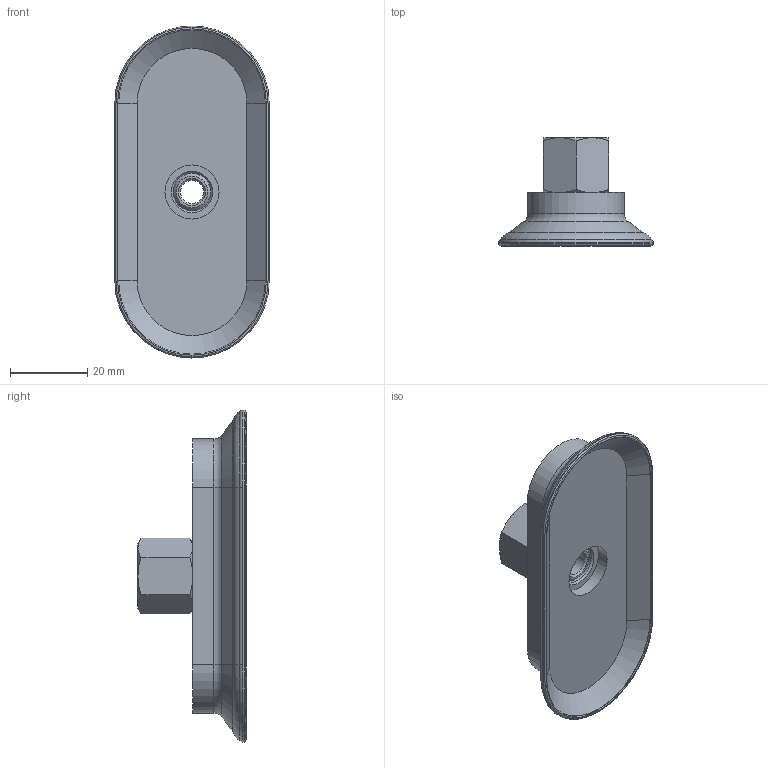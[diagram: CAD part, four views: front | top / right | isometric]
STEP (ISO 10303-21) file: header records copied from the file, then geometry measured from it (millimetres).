
FILE_DESCRIPTION(/* description */ ('STEP AP214'),/* implementation_level */ '2;1');
FILE_NAME(/* name */ '8073855_OGVM-40X85-SV-N-G14F',/* time_stamp */ '2024-09-13T10:28:24+02:00',/* author */ ('License CC BY-ND 4.0'),/* organization */ ('CADENAS'),/* preprocessor_version */ 'ST-DEVELOPER v19.3',/* originating_system */ 'PARTsolutions',/* authorisation */ ' ');
FILE_SCHEMA (('AUTOMOTIVE_DESIGN {1 0 10303 214 3 1 1}'));
Length unit declared in the file: millimetre
Products named in the file (1): 8073855 OGVM-40x85-SV-N-G14F---(high)
Bounding box: 40 x 28.01 x 86 mm (x, y, z)
Volume: 20612.6 mm3; surface area: 9819.1 mm2
Topology: 1 solids, 1 shells, 84 faces, 167 edges, 93 vertices
Faces by surface type: plane 28, cylinder 24, cone 22, torus 10
Full cylindrical faces by diameter (mm): 4 x2, 6 x3, 9.73 x1, 11.445 x1, 14 x1
Entity records: 2116 total; most frequent: CARTESIAN_POINT 403, DIRECTION 376, ORIENTED_EDGE 308, AXIS2_PLACEMENT_3D 161, EDGE_CURVE 154, EDGE_LOOP 106, FACE_BOUND 106, VERTEX_POINT 92
